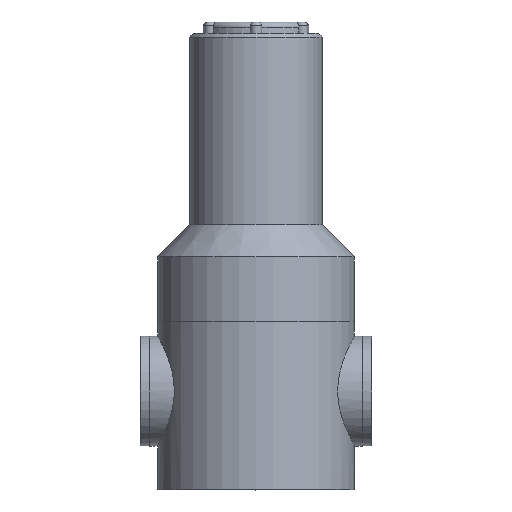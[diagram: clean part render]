
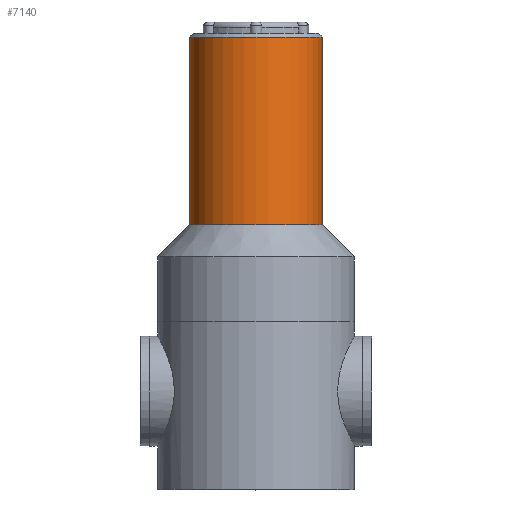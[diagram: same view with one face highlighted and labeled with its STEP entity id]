
A CAD part, top view. The second image highlights one B-rep face of the part: STEP entity #7140.
In plain terms, the highlighted cylindrical face has radius 17.5 mm (diameter 35 mm), a full revolution.
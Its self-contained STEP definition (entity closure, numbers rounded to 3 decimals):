
#415 = AXIS2_PLACEMENT_3D ( 'NONE', #4757, #1551, #7308 ) ;
#1551 = DIRECTION ( 'NONE',  ( 0., -1., 0. ) ) ;
#2453 = FACE_OUTER_BOUND ( 'NONE', #6508, .T. ) ;
#3041 = DIRECTION ( 'NONE',  ( -1., 0., 0. ) ) ;
#3356 = ORIENTED_EDGE ( 'NONE', *, *, #8204, .T. ) ;
#3761 = CYLINDRICAL_SURFACE ( 'NONE', #7787, 17.5 ) ;
#4086 = VERTEX_POINT ( 'NONE', #7916 ) ;
#4409 = CIRCLE ( 'NONE', #415, 17.5 ) ;
#4717 = ORIENTED_EDGE ( 'NONE', *, *, #5139, .T. ) ;
#4757 = CARTESIAN_POINT ( 'NONE',  ( -22.915, 18.337, 0. ) ) ;
#4862 = CARTESIAN_POINT ( 'NONE',  ( -40.415, -31.163, 0. ) ) ;
#4964 = DIRECTION ( 'NONE',  ( 0., 1., 0. ) ) ;
#5009 = CARTESIAN_POINT ( 'NONE',  ( -22.915, -31.163, 0. ) ) ;
#5139 = EDGE_CURVE ( 'NONE', #8039, #8039, #6271, .T. ) ;
#5721 = DIRECTION ( 'NONE',  ( -1., 0., 0. ) ) ;
#6213 = DIRECTION ( 'NONE',  ( 0., 1., 0. ) ) ;
#6271 = CIRCLE ( 'NONE', #7736, 17.5 ) ;
#6307 = CARTESIAN_POINT ( 'NONE',  ( -22.915, 19.337, 0. ) ) ;
#6508 = EDGE_LOOP ( 'NONE', ( #3356 ) ) ;
#6690 = EDGE_LOOP ( 'NONE', ( #4717 ) ) ;
#7140 = ADVANCED_FACE ( 'NONE', ( #2453, #8088 ), #3761, .T. ) ;
#7308 = DIRECTION ( 'NONE',  ( 0., 0., 1. ) ) ;
#7736 = AXIS2_PLACEMENT_3D ( 'NONE', #5009, #4964, #5721 ) ;
#7787 = AXIS2_PLACEMENT_3D ( 'NONE', #6307, #6213, #3041 ) ;
#7916 = CARTESIAN_POINT ( 'NONE',  ( -22.915, 18.337, 17.5 ) ) ;
#8039 = VERTEX_POINT ( 'NONE', #4862 ) ;
#8088 = FACE_OUTER_BOUND ( 'NONE', #6690, .T. ) ;
#8204 = EDGE_CURVE ( 'NONE', #4086, #4086, #4409, .T. ) ;
